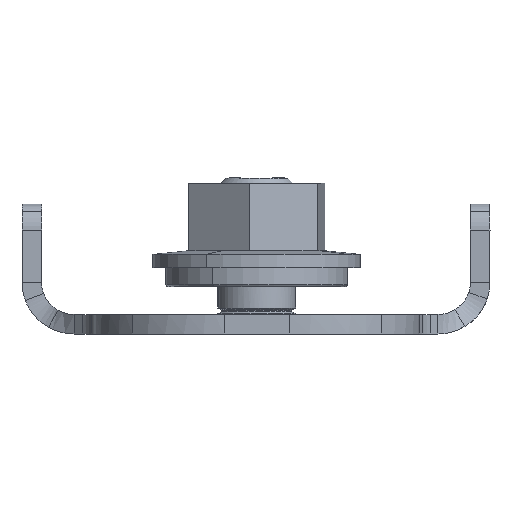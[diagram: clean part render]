
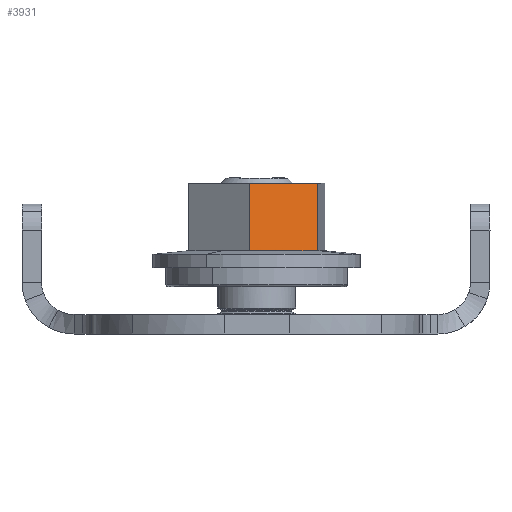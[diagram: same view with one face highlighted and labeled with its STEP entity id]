
A CAD part, left-side view. The second image highlights one B-rep face of the part: STEP entity #3931.
In plain terms, the highlighted planar face has unit normal (-0.91, -0.415, 0).
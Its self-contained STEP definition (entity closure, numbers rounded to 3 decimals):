
#3916=AXIS2_PLACEMENT_3D('Plane Axis2P3D',#3913,#3914,#3915) ;
#2948=CARTESIAN_POINT('Vertex',(53.846,13.913,6.388)) ;
#2952=CARTESIAN_POINT('Control Point',(52.056,17.837,6.388)) ;
#2953=CARTESIAN_POINT('Control Point',(52.457,16.958,6.42)) ;
#2954=CARTESIAN_POINT('Control Point',(52.787,16.235,6.429)) ;
#2955=CARTESIAN_POINT('Control Point',(53.114,15.518,6.429)) ;
#2956=CARTESIAN_POINT('Control Point',(53.445,14.792,6.42)) ;
#2957=CARTESIAN_POINT('Control Point',(53.846,13.913,6.388)) ;
#2958=CARTESIAN_POINT('Vertex',(52.056,17.837,6.388)) ;
#3710=CARTESIAN_POINT('Vertex',(51.753,18.501,11.588)) ;
#3713=CARTESIAN_POINT('Line Origine',(52.951,15.875,11.588)) ;
#3717=CARTESIAN_POINT('Vertex',(54.149,13.249,11.588)) ;
#3774=CARTESIAN_POINT('Line Origine',(51.904,18.169,6.388)) ;
#3778=CARTESIAN_POINT('Vertex',(51.753,18.501,6.388)) ;
#3816=CARTESIAN_POINT('Vertex',(54.149,13.249,6.388)) ;
#3819=CARTESIAN_POINT('Line Origine',(53.997,13.581,6.388)) ;
#3898=CARTESIAN_POINT('Line Origine',(54.149,13.249,8.988)) ;
#3913=CARTESIAN_POINT('Axis2P3D Location',(51.753,18.501,6.388)) ;
#3918=CARTESIAN_POINT('Line Origine',(51.753,18.501,8.988)) ;
#3714=DIRECTION('Vector Direction',(0.415,-0.91,0.)) ;
#3775=DIRECTION('Vector Direction',(0.415,-0.91,0.)) ;
#3820=DIRECTION('Vector Direction',(0.415,-0.91,0.)) ;
#3899=DIRECTION('Vector Direction',(0.,0.,1.)) ;
#3914=DIRECTION('Axis2P3D Direction',(-0.91,-0.415,0.)) ;
#3915=DIRECTION('Axis2P3D XDirection',(0.415,-0.91,0.)) ;
#3919=DIRECTION('Vector Direction',(0.,0.,1.)) ;
#3715=VECTOR('Line Direction',#3714,1.) ;
#3776=VECTOR('Line Direction',#3775,1.) ;
#3821=VECTOR('Line Direction',#3820,1.) ;
#3900=VECTOR('Line Direction',#3899,1.) ;
#3920=VECTOR('Line Direction',#3919,1.) ;
#3924=ORIENTED_EDGE('',*,*,#3823,.T.) ;
#3925=ORIENTED_EDGE('',*,*,#3902,.T.) ;
#3926=ORIENTED_EDGE('',*,*,#3719,.F.) ;
#3927=ORIENTED_EDGE('',*,*,#3922,.F.) ;
#3928=ORIENTED_EDGE('',*,*,#3780,.T.) ;
#3929=ORIENTED_EDGE('',*,*,#2960,.T.) ;
#3931=ADVANCED_FACE('Brep With Voids',(#3930),#3917,.T.) ;
#2951=B_SPLINE_CURVE_WITH_KNOTS('',5,(#2952,#2953,#2954,#2955,#2956,#2957),.UNSPECIFIED.,.F.,.U.,(6,6),(0.,52.82),.UNSPECIFIED.) ;
#2960=EDGE_CURVE('',#2959,#2949,#2951,.T.) ;
#3719=EDGE_CURVE('',#3711,#3718,#3716,.T.) ;
#3780=EDGE_CURVE('',#3779,#2959,#3777,.T.) ;
#3823=EDGE_CURVE('',#2949,#3817,#3822,.T.) ;
#3902=EDGE_CURVE('',#3817,#3718,#3901,.T.) ;
#3922=EDGE_CURVE('',#3779,#3711,#3921,.T.) ;
#3923=EDGE_LOOP('',(#3924,#3925,#3926,#3927,#3928,#3929)) ;
#3930=FACE_OUTER_BOUND('',#3923,.T.) ;
#3716=LINE('Line',#3713,#3715) ;
#3777=LINE('Line',#3774,#3776) ;
#3822=LINE('Line',#3819,#3821) ;
#3901=LINE('Line',#3898,#3900) ;
#3921=LINE('Line',#3918,#3920) ;
#3917=PLANE('',#3916) ;
#2949=VERTEX_POINT('',#2948) ;
#2959=VERTEX_POINT('',#2958) ;
#3711=VERTEX_POINT('',#3710) ;
#3718=VERTEX_POINT('',#3717) ;
#3779=VERTEX_POINT('',#3778) ;
#3817=VERTEX_POINT('',#3816) ;
